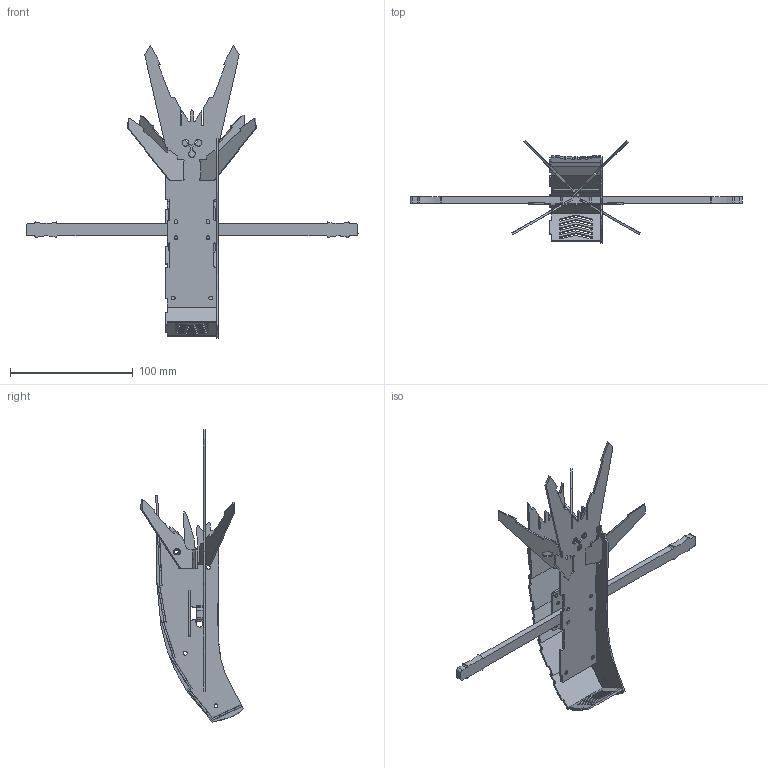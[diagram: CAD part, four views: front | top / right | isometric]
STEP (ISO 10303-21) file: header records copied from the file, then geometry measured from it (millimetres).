
FILE_DESCRIPTION(/* description */ (''),/* implementation_level */ '2;1');
FILE_NAME(/* name */ 'body_ipt_4f306f2.STEP',/* time_stamp */ '2021-01-13T01:28:00+03:00',/* author */ ('HP'),/* organization */ (''),/* preprocessor_version */ 'ST-DEVELOPER v18.1',/* originating_system */ 'Autodesk Inventor 2021',/* authorisation */ '');
FILE_SCHEMA (('AUTOMOTIVE_DESIGN { 1 0 10303 214 3 1 1 }'));
Length unit declared in the file: millimetre
Products named in the file (1): body
Bounding box: 270.01 x 83.23 x 237.64 mm (x, y, z)
Volume: 55011 mm3; surface area: 69621 mm2
Topology: 14 solids, 14 shells, 554 faces, 1592 edges, 1066 vertices
Faces by surface type: plane 321, cylinder 203, bspline 30
Full cylindrical faces by diameter (mm): 3.1 x18
Entity records: 19823 total; most frequent: CARTESIAN_POINT 4831, ORIENTED_EDGE 3184, DIRECTION 3032, EDGE_CURVE 1592, LINE 1106, VECTOR 1106, VERTEX_POINT 1066, AXIS2_PLACEMENT_3D 963
